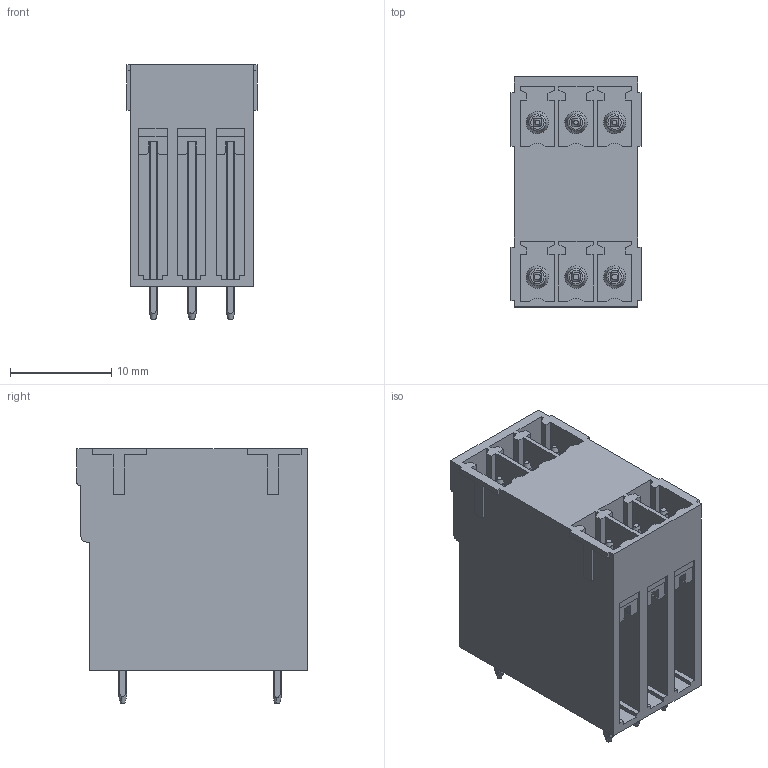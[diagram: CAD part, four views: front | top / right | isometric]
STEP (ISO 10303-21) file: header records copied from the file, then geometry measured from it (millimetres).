
FILE_DESCRIPTION(('CATIA V5 STEP Exchange','CAx-IF Rec.Pracs.--- Model Styling and Organization---1.2---2011-12-15'),'2;1');
FILE_NAME ('D1447172_0_1030960000_1030960000.stp','2018-10-06T04:45:16+00:00',('none'),('Weidmueller'),'CATIA Version 5-6 Release 2014','CATIA V5 STEP AP214','none');
FILE_SCHEMA(('AUTOMOTIVE_DESIGN { 1 0 10303 214 1 1 1 1 }'));
Length unit declared in the file: millimetre
Products named in the file (1): 1030960000
Bounding box: 12.82 x 22.7 x 25.1 mm (x, y, z)
Volume: 4822.6 mm3; surface area: 3843.1 mm2
Topology: 7 solids, 7 shells, 377 faces, 1032 edges, 684 vertices
Faces by surface type: plane 261, cylinder 68, cone 36, torus 12
Entity records: 11989 total; most frequent: CARTESIAN_POINT 3340, ORIENTED_EDGE 2064, DIRECTION 1293, EDGE_CURVE 1032, VECTOR 752, LINE 752, VERTEX_POINT 684, EDGE_LOOP 410
